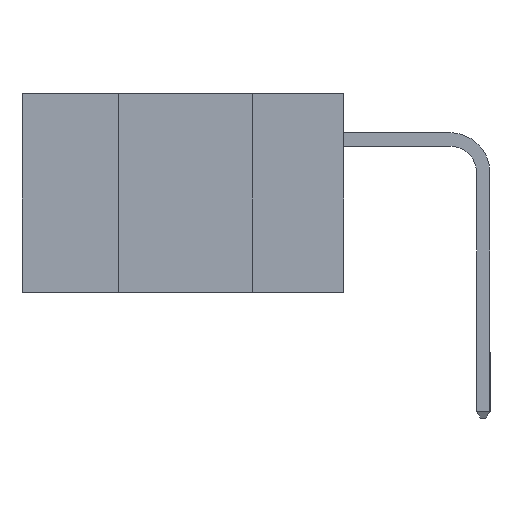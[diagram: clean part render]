
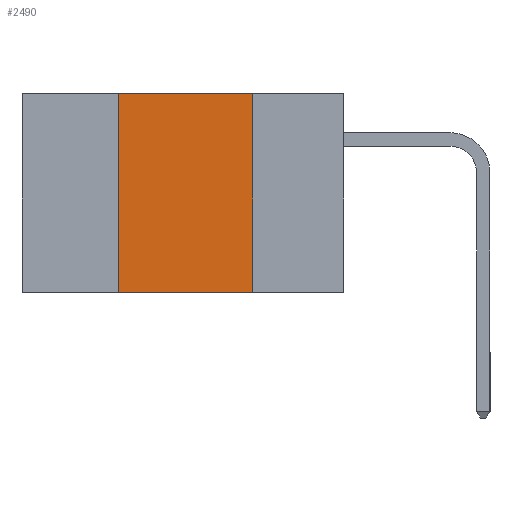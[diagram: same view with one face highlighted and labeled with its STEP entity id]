
A CAD part, left-side view. The second image highlights one B-rep face of the part: STEP entity #2490.
In plain terms, the highlighted planar face has unit normal (-1, 0, 0).
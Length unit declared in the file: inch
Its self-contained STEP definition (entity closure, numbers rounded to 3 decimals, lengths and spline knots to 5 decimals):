
#1140 = CARTESIAN_POINT ( 'NONE',  ( 0., 0.42, 0. ) ) ;
#1557 = ORIENTED_EDGE ( 'NONE', *, *, #17979, .F. ) ;
#2462 = CARTESIAN_POINT ( 'NONE',  ( 0., 0.17, 0. ) ) ;
#2490 = ADVANCED_FACE ( 'NONE', ( #11975 ), #21404, .F. ) ;
#3228 = VERTEX_POINT ( 'NONE', #2462 ) ;
#3590 = DIRECTION ( 'NONE',  ( 0., -1., 0. ) ) ;
#3848 = ORIENTED_EDGE ( 'NONE', *, *, #19508, .F. ) ;
#4062 = VECTOR ( 'NONE', #18124, 39.37008 ) ;
#4309 = VECTOR ( 'NONE', #13313, 39.37008 ) ;
#4809 = LINE ( 'NONE', #10359, #6208 ) ;
#6208 = VECTOR ( 'NONE', #19270, 39.37008 ) ;
#6593 = DIRECTION ( 'NONE',  ( 0., 0., -1. ) ) ;
#6889 = EDGE_CURVE ( 'NONE', #15232, #20566, #4809, .T. ) ;
#10359 = CARTESIAN_POINT ( 'NONE',  ( 0., 0.6, -0.37 ) ) ;
#11011 = EDGE_CURVE ( 'NONE', #21113, #3228, #25585, .T. ) ;
#11975 = FACE_OUTER_BOUND ( 'NONE', #18030, .T. ) ;
#13313 = DIRECTION ( 'NONE',  ( 0., 0., 1. ) ) ;
#13980 = ORIENTED_EDGE ( 'NONE', *, *, #11011, .F. ) ;
#14769 = CARTESIAN_POINT ( 'NONE',  ( 0., 0.6, 0. ) ) ;
#15232 = VERTEX_POINT ( 'NONE', #22040 ) ;
#15873 = CARTESIAN_POINT ( 'NONE',  ( 0., 0.17, 0. ) ) ;
#17979 = EDGE_CURVE ( 'NONE', #3228, #20566, #21904, .T. ) ;
#18030 = EDGE_LOOP ( 'NONE', ( #1557, #13980, #3848, #22013 ) ) ;
#18124 = DIRECTION ( 'NONE',  ( 0., 0., -1. ) ) ;
#19270 = DIRECTION ( 'NONE',  ( 0., -1., 0. ) ) ;
#19508 = EDGE_CURVE ( 'NONE', #15232, #21113, #27359, .T. ) ;
#19512 = CARTESIAN_POINT ( 'NONE',  ( 0., 0.17, -0.37 ) ) ;
#19690 = VECTOR ( 'NONE', #3590, 39.37008 ) ;
#20534 = CARTESIAN_POINT ( 'NONE',  ( 0., 0.6, 0. ) ) ;
#20566 = VERTEX_POINT ( 'NONE', #19512 ) ;
#20823 = DIRECTION ( 'NONE',  ( 1., 0., 0. ) ) ;
#21113 = VERTEX_POINT ( 'NONE', #1140 ) ;
#21404 = PLANE ( 'NONE',  #24961 ) ;
#21904 = LINE ( 'NONE', #15873, #4062 ) ;
#22013 = ORIENTED_EDGE ( 'NONE', *, *, #6889, .T. ) ;
#22040 = CARTESIAN_POINT ( 'NONE',  ( 0., 0.42, -0.37 ) ) ;
#24961 = AXIS2_PLACEMENT_3D ( 'NONE', #20534, #20823, #6593 ) ;
#25585 = LINE ( 'NONE', #14769, #19690 ) ;
#26633 = CARTESIAN_POINT ( 'NONE',  ( 0., 0.42, 0. ) ) ;
#27359 = LINE ( 'NONE', #26633, #4309 ) ;
